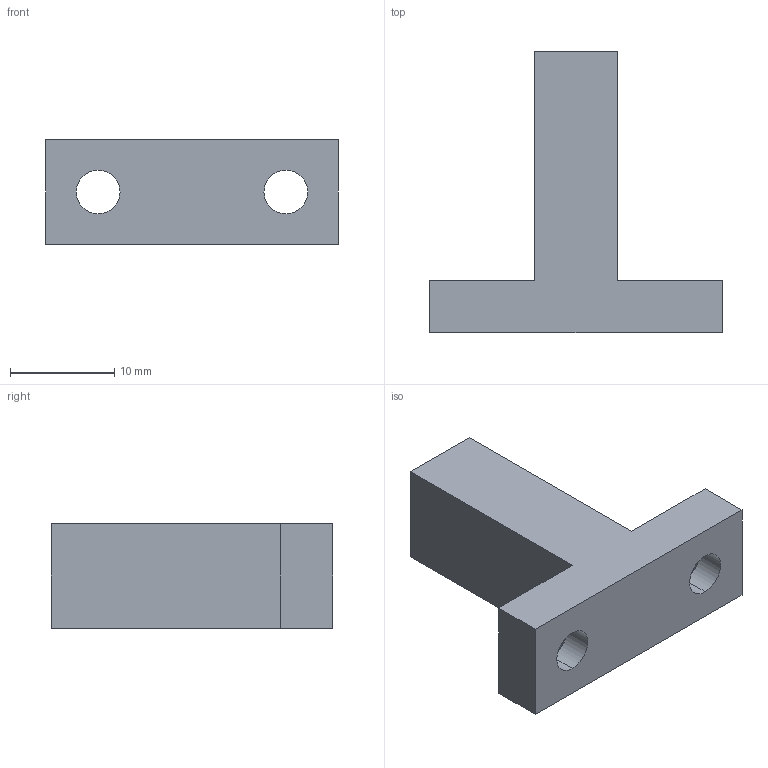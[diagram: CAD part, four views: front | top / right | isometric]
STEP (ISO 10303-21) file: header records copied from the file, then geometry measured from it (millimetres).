
FILE_DESCRIPTION((''),'2;1');
FILE_NAME('04BG52','2011-03-10T',('EGoebel'),(''),'PRO/ENGINEER BY PARAMETRIC TECHNOLOGY CORPORATION, 2006140','PRO/ENGINEER BY PARAMETRIC TECHNOLOGY CORPORATION, 2006140','');
FILE_SCHEMA(('CONFIG_CONTROL_DESIGN'));
Length unit declared in the file: millimetre
Products named in the file (1): 04BG52
Bounding box: 28 x 27 x 10 mm (x, y, z)
Volume: 2935.3 mm3; surface area: 1787.1 mm2
Topology: 1 solids, 1 shells, 18 faces, 44 edges, 28 vertices
Faces by surface type: plane 10, cone 4, cylinder 4
Entity records: 606 total; most frequent: DIRECTION 92, CARTESIAN_POINT 90, ORIENTED_EDGE 88, EDGE_CURVE 44, VECTOR 32, LINE 32, COLOUR_RGB 31, AXIS2_PLACEMENT_3D 30
